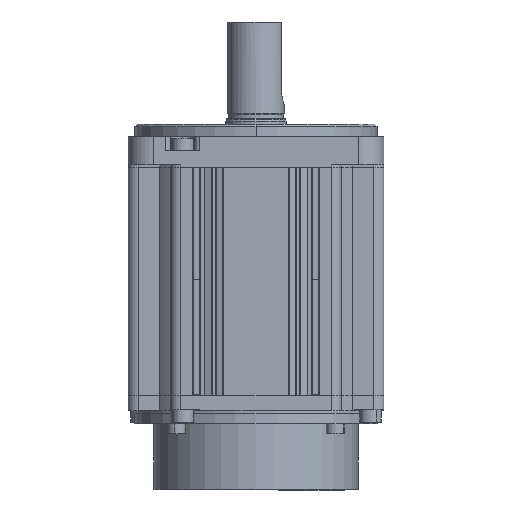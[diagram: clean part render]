
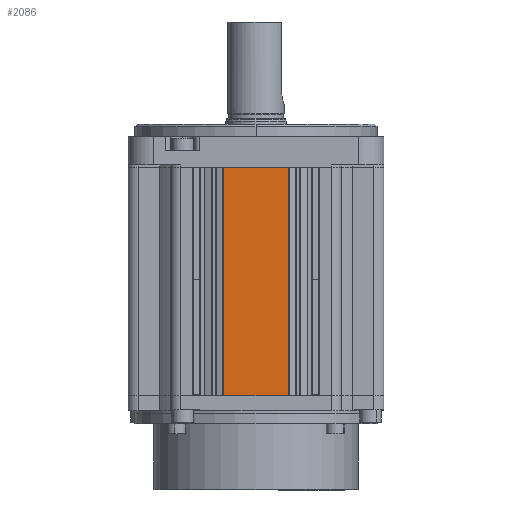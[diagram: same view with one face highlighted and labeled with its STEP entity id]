
A CAD part, left-side view. The second image highlights one B-rep face of the part: STEP entity #2086.
In plain terms, the highlighted planar face has unit normal (-1, 0, 0).
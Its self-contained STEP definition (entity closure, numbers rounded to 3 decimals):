
#475 = CARTESIAN_POINT ( 'NONE',  ( -50.15, -29.5, 35. ) ) ;
#2069 = VECTOR ( 'NONE', #33908, 1000. ) ;
#2086 = ADVANCED_FACE ( 'NONE', ( #31264 ), #3358, .F. ) ;
#2226 = EDGE_LOOP ( 'NONE', ( #30178, #8679, #7362, #18395 ) ) ;
#3358 = PLANE ( 'NONE',  #15324 ) ;
#3853 = CARTESIAN_POINT ( 'NONE',  ( -50.15, -29.5, -54.5 ) ) ;
#4089 = EDGE_CURVE ( 'NONE', #34898, #6736, #14893, .T. ) ;
#4878 = DIRECTION ( 'NONE',  ( 0., 0., 1. ) ) ;
#6736 = VERTEX_POINT ( 'NONE', #31071 ) ;
#7223 = CARTESIAN_POINT ( 'NONE',  ( -50.15, 12.7, 35. ) ) ;
#7362 = ORIENTED_EDGE ( 'NONE', *, *, #4089, .F. ) ;
#8679 = ORIENTED_EDGE ( 'NONE', *, *, #14444, .T. ) ;
#10025 = EDGE_CURVE ( 'NONE', #26442, #26071, #11077, .T. ) ;
#11077 = LINE ( 'NONE', #3853, #2069 ) ;
#11223 = CARTESIAN_POINT ( 'NONE',  ( -50.15, 12.7, -54.5 ) ) ;
#12985 = VECTOR ( 'NONE', #4878, 1000. ) ;
#14444 = EDGE_CURVE ( 'NONE', #26071, #6736, #20277, .T. ) ;
#14893 = LINE ( 'NONE', #22080, #23890 ) ;
#15324 = AXIS2_PLACEMENT_3D ( 'NONE', #475, #30380, #30255 ) ;
#16854 = VECTOR ( 'NONE', #21453, 1000. ) ;
#18395 = ORIENTED_EDGE ( 'NONE', *, *, #20776, .T. ) ;
#20277 = LINE ( 'NONE', #21296, #12985 ) ;
#20776 = EDGE_CURVE ( 'NONE', #34898, #26442, #24617, .T. ) ;
#21296 = CARTESIAN_POINT ( 'NONE',  ( -50.15, -12.7, 35. ) ) ;
#21453 = DIRECTION ( 'NONE',  ( 0., 0., -1. ) ) ;
#22080 = CARTESIAN_POINT ( 'NONE',  ( -50.15, -29.5, 35. ) ) ;
#22195 = DIRECTION ( 'NONE',  ( 0., -1., 0. ) ) ;
#23890 = VECTOR ( 'NONE', #22195, 1000. ) ;
#24617 = LINE ( 'NONE', #7223, #16854 ) ;
#26071 = VERTEX_POINT ( 'NONE', #32027 ) ;
#26442 = VERTEX_POINT ( 'NONE', #11223 ) ;
#29465 = CARTESIAN_POINT ( 'NONE',  ( -50.15, 12.7, 35. ) ) ;
#30178 = ORIENTED_EDGE ( 'NONE', *, *, #10025, .T. ) ;
#30255 = DIRECTION ( 'NONE',  ( 0., 0., -1. ) ) ;
#30380 = DIRECTION ( 'NONE',  ( 1., 0., 0. ) ) ;
#31071 = CARTESIAN_POINT ( 'NONE',  ( -50.15, -12.7, 35. ) ) ;
#31264 = FACE_OUTER_BOUND ( 'NONE', #2226, .T. ) ;
#32027 = CARTESIAN_POINT ( 'NONE',  ( -50.15, -12.7, -54.5 ) ) ;
#33908 = DIRECTION ( 'NONE',  ( 0., -1., 0. ) ) ;
#34898 = VERTEX_POINT ( 'NONE', #29465 ) ;
